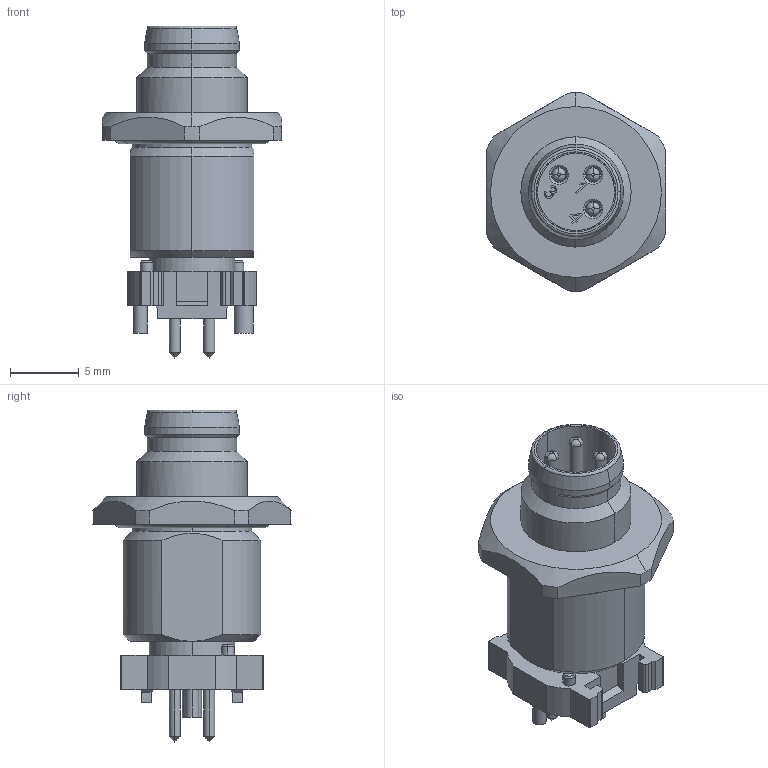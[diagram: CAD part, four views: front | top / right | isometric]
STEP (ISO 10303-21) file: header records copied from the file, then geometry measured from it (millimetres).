
FILE_DESCRIPTION(('CATIA V5R24 STEP','CAx-IF Rec.Pracs.--- Model Styling and Organization---1.2---2011-12-15'),'2;1');
FILE_NAME ('D1461841_0_2422890000_2422890000.stp','2017-08-29T12:10:48+00:00',('none'),('Weidmueller'),'CATIA Version 5-6 Release 2014 SP4 HF52','CATIA V5 STEP AP214','none');
FILE_SCHEMA(('AUTOMOTIVE_DESIGN { 1 0 10303 214 1 1 1 1 }'));
Length unit declared in the file: millimetre
Products named in the file (1): 2422890000
Bounding box: 13 x 14.4 x 24.1 mm (x, y, z)
Volume: 1253.6 mm3; surface area: 1874.8 mm2
Topology: 3 solids, 4 shells, 263 faces, 681 edges, 442 vertices
Faces by surface type: plane 113, cylinder 78, bspline 34, cone 32, torus 6
Entity records: 8459 total; most frequent: CARTESIAN_POINT 2595, ORIENTED_EDGE 1350, DIRECTION 920, EDGE_CURVE 675, VERTEX_POINT 442, AXIS2_PLACEMENT_3D 359, VECTOR 348, LINE 348
